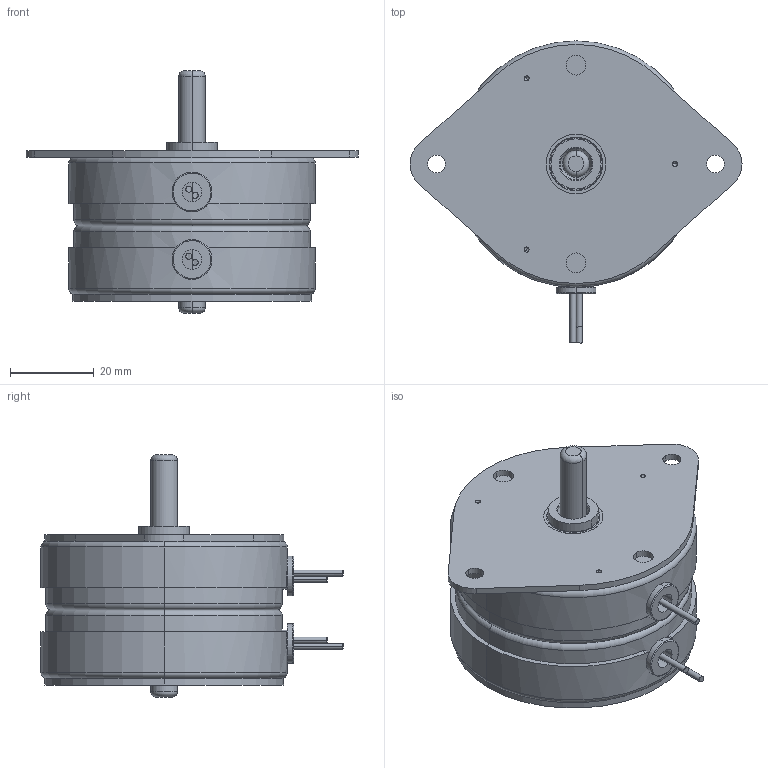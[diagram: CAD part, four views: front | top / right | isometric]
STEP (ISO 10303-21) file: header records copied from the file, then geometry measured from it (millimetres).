
FILE_DESCRIPTION((''),'2;1');
FILE_NAME('60L048B_ASM','2016-03-09T',('sandip.dhanwate'),(''),'PRO/ENGINEER BY PARAMETRIC TECHNOLOGY CORPORATION, 2014310','PRO/ENGINEER BY PARAMETRIC TECHNOLOGY CORPORATION, 2014310','');
FILE_SCHEMA(('CONFIG_CONTROL_DESIGN'));
Length unit declared in the file: inch
Products named in the file (22): 053-0102-001_2; 149-0054-001_1; 584-0207-001_ASM_1_ASM; 012-6011-002_2; 584-5083-001_ASM_1_ASM; 230-0042_1; 534-0154-015_ASM_2_ASM; 053-0101_2; 538-0070-002_ASM_1_ASM; 091-0001-001_2; 534-0154-016_ASM_2_ASM; 149-0055-001_1; 584-0208-001_ASM_1_ASM; 012-6012-002_2; 585-6025-001_ASM_1_ASM; 059-5521_1; MANIFOLD_SOLID_BREP_5265; MANIFOLD_SOLID_BREP_5405; 190-5499-003_2_ASM; PRT0001_1; 60L048B1B_ASM_3_ASM; 60L048B_ASM
Assembly tree (27 placements, depth 5):
  60L048B_ASM
    60L048B1B_ASM_3_ASM
      584-5083-001_ASM_1_ASM
        584-0207-001_ASM_1_ASM
          053-0102-001_2
          149-0054-001_1
        012-6011-002_2
      534-0154-015_ASM_2_ASM
        230-0042_1  x2
      538-0070-002_ASM_1_ASM
        053-0101_2  x2
      091-0001-001_2  x2
      534-0154-016_ASM_2_ASM
        230-0042_1  x2
      585-6025-001_ASM_1_ASM
        584-0208-001_ASM_1_ASM
          149-0055-001_1
          053-0102-001_2
        012-6012-002_2
      059-5521_1
      190-5499-003_2_ASM
        MANIFOLD_SOLID_BREP_5265
        MANIFOLD_SOLID_BREP_5405
      PRT0001_1
Bounding box: 79.38 x 72.22 x 57.91 mm (x, y, z)
Volume: 96494.3 mm3; surface area: 42901 mm2
Topology: 18 solids, 18 shells, 227 faces, 518 edges, 318 vertices
Faces by surface type: cylinder 94, plane 63, torus 26, sphere 24, cone 10, bspline 6, extrusion 4
Entity records: 5655 total; most frequent: CARTESIAN_POINT 1180, DIRECTION 1041, ORIENTED_EDGE 720, AXIS2_PLACEMENT_3D 459, EDGE_CURVE 360, VERTEX_POINT 234, CIRCLE 224, EDGE_LOOP 204
